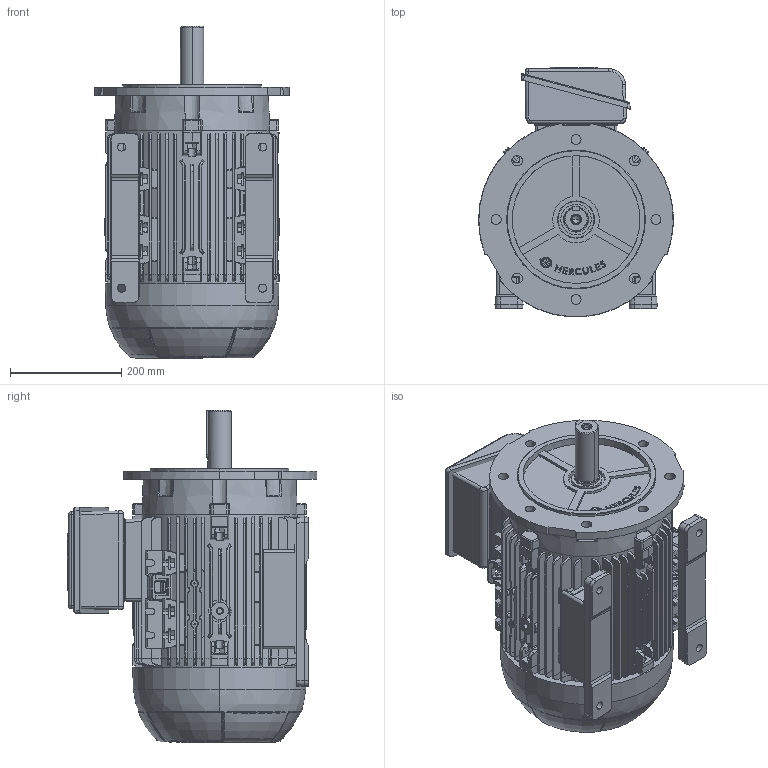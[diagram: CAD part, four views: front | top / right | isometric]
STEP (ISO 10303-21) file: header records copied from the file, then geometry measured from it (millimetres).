
FILE_DESCRIPTION (( 'STEP AP203' ), '1' );
FILE_NAME ('160ML_CP_FF_TOP.STEP', '2024-07-29T17:38:14', ( '' ), ( '' ), 'SwSTEP 2.0', 'SolidWorks 2020', '' );
FILE_SCHEMA (( 'CONFIG_CONTROL_DESIGN' ));
Length unit declared in the file: millimetre
Products named in the file (11): 105006203_casca_Usinado; Eixo IEC160 2P_casca_50.5342.002; 105032 DIN6885 AB - ABNT C_10.5032.049; 105035274_casca_50.5307.118; 105006204-205_casca_50.5307.124 (M); 105035281_casca_50.5307.142; 105006202_casca_USINADO; 105033082_�40; 160ML_CP_FF_TOP; 105035280_casca_50.5307.143; 105030278_casca
Assembly tree (10 placements, depth 2):
  160ML_CP_FF_TOP
    Eixo IEC160 2P_casca_50.5342.002
    105033082_�40
    105030278_casca
    105032 DIN6885 AB - ABNT C_10.5032.049
    105035280_casca_50.5307.143
    105035281_casca_50.5307.142
    105035274_casca_50.5307.118
    105006204-205_casca_50.5307.124 (M)
    105006203_casca_Usinado
    105006202_casca_USINADO
Bounding box: 351.05 x 449.48 x 598 mm (x, y, z)
Volume: 37836228.6 mm3; surface area: 1794205.9 mm2
Topology: 10 solids, 13 shells, 3430 faces, 9204 edges, 5885 vertices
Faces by surface type: plane 1613, cylinder 1030, bspline 403, cone 272, torus 103, sphere 9
Entity records: 125073 total; most frequent: CARTESIAN_POINT 44821, ORIENTED_EDGE 18388, DIRECTION 14285, EDGE_CURVE 9194, VERTEX_POINT 5885, LINE 5089, VECTOR 5089, AXIS2_PLACEMENT_3D 4598
